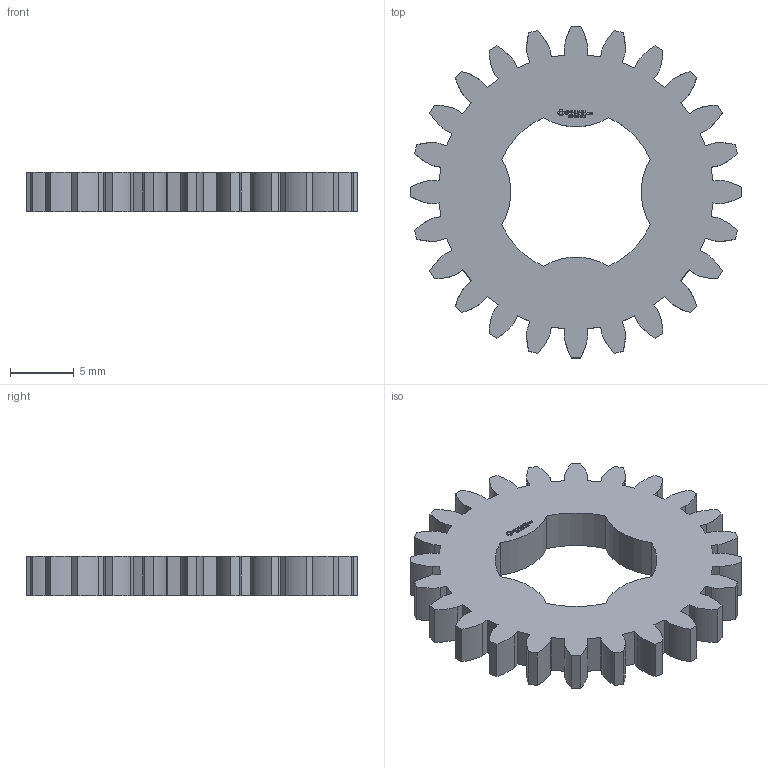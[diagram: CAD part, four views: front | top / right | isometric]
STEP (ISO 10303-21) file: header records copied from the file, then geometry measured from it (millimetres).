
FILE_DESCRIPTION(('FreeCAD Model'),'2;1');
FILE_NAME('Open CASCADE Shape Model','2024-03-09T18:23:06',(''),(''), 'Open CASCADE STEP processor 7.6','FreeCAD','Unknown');
FILE_SCHEMA(('AUTOMOTIVE_DESIGN { 1 0 10303 214 1 1 1 1 }'));
Length unit declared in the file: millimetre
Products named in the file (1): Gear Wheel PLN TTH24 BU00.25 SFT-SHD - SPN-GWH-0073 (stemfie.org)
Bounding box: 25.99 x 25.99 x 3.12 mm (x, y, z)
Volume: 1044 mm3; surface area: 1287.7 mm2
Topology: 1 solids, 1 shells, 617 faces, 1755 edges, 1170 vertices
Faces by surface type: plane 319, extrusion 290, cylinder 8
Entity records: 51488 total; most frequent: CARTESIAN_POINT 14053, DIRECTION 5067, VECTOR 4363, LINE 4073, ORIENTED_EDGE 3510, PCURVE 3510, DEFINITIONAL_REPRESENTATION 3510, EDGE_CURVE 1755
